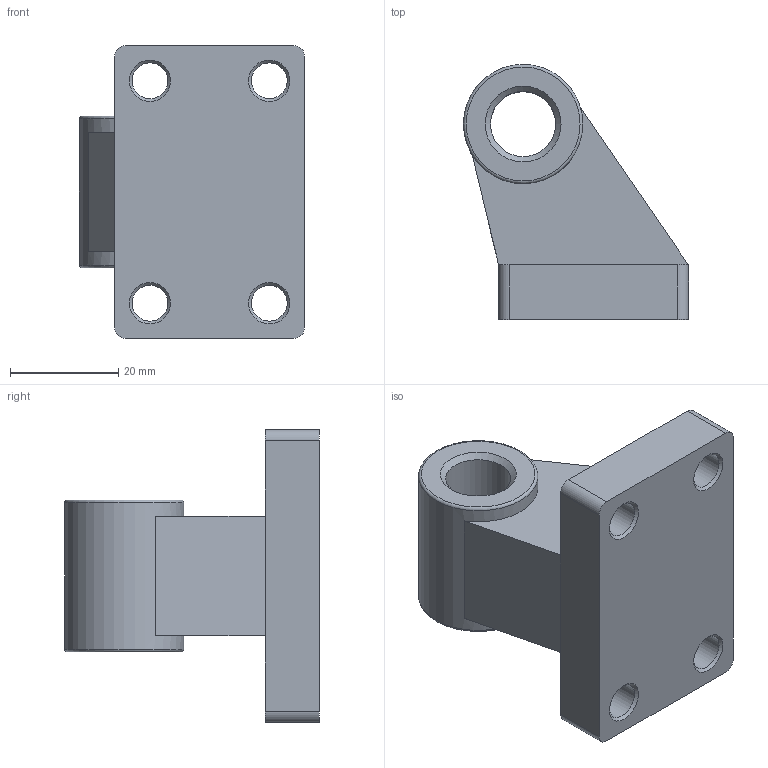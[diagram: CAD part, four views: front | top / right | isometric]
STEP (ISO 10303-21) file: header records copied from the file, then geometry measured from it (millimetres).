
FILE_DESCRIPTION( ( 'STEP AP203' ), '1' );
FILE_NAME( 'F-SI40CR_SE_.stp', ' ', ( ' ' ), ( ' ' ), 'PSStep 15.0.47', 'PARTsolutions', ' ' );
FILE_SCHEMA( ( 'CONFIG_CONTROL_DESIGN' ) );
Length unit declared in the file: millimetre
Products named in the file (1): _F-SI40CR(SE)
Bounding box: 41.5 x 47 x 54 mm (x, y, z)
Volume: 37547 mm3; surface area: 10421.3 mm2
Topology: 1 solids, 1 shells, 31 faces, 75 edges, 46 vertices
Faces by surface type: plane 13, cylinder 10, cone 6, torus 2
Full cylindrical faces by diameter (mm): 6.6 x4, 12 x1, 22 x1
Entity records: 874 total; most frequent: DIRECTION 152, CARTESIAN_POINT 134, ORIENTED_EDGE 116, AXIS2_PLACEMENT_3D 62, EDGE_CURVE 58, EDGE_LOOP 56, VERTEX_POINT 44, FACE_OUTER_BOUND 39
